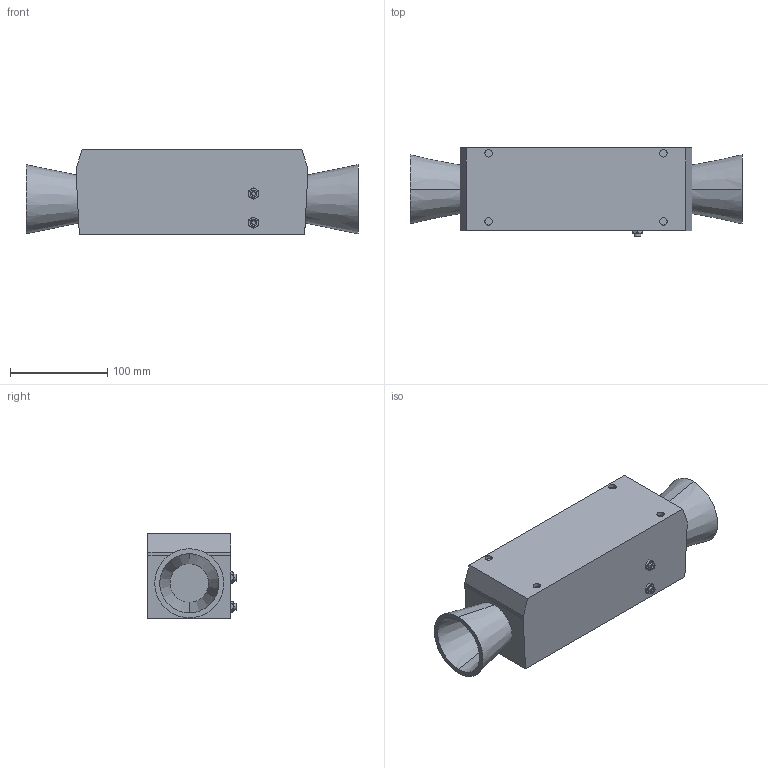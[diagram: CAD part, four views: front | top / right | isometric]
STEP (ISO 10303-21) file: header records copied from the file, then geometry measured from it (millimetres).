
FILE_DESCRIPTION(('starvars output'),'2;1');
FILE_NAME('PAR20909.stp','15:51:59 2015/06/10',( 'Thomas Industrial Network Germany GmbH'),( 'Thomas Industrial Network Germany GmbH'),'unknown preprocess','ACIS' ,'unknown authorization');
FILE_SCHEMA(('AUTOMOTIVE_DESIGN_CC2 {UNKNOWN IMPLEMENTATION LEVEL}'));
Length unit declared in the file: millimetre
Products named in the file (1): PRODUCT_ID_1
Bounding box: 341.88 x 90.68 x 87.12 mm (x, y, z)
Volume: 1832246.2 mm3; surface area: 134277.6 mm2
Topology: 1 solids, 1 shells, 78 faces, 168 edges, 108 vertices
Faces by surface type: plane 38, cylinder 20, cone 20
Entity records: 2477 total; most frequent: CARTESIAN_POINT 336, ORIENTED_EDGE 336, DIRECTION 236, EDGE_CURVE 168, VERTEX_POINT 108, EDGE_LOOP 94, FACE_BOUND 94, AXIS2_PLACEMENT_3D 80
